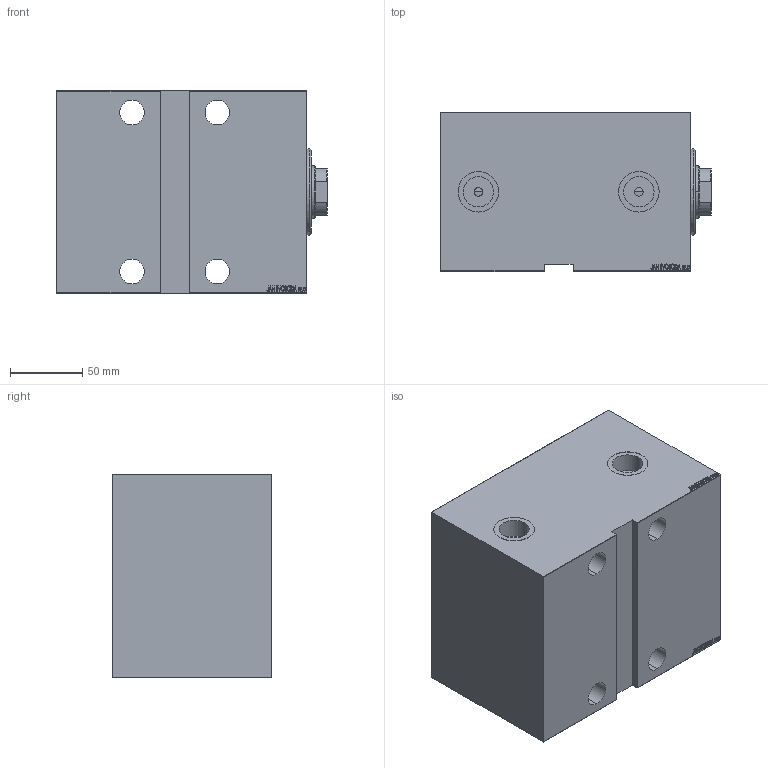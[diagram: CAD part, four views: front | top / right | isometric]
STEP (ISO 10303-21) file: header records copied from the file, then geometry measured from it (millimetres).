
FILE_DESCRIPTION (( 'STEP AP203' ), '1' );
FILE_NAME ('132b.STEP', '2024-02-13T08:37:53', ( '' ), ( '' ), 'SwSTEP 2.0', 'SolidWorks 2019', '' );
FILE_SCHEMA (( 'CONFIG_CONTROL_DESIGN' ));
Length unit declared in the file: millimetre
Products named in the file (5): Zatka_OIL_PORT 31539318d0723b4bfef3dd771f7e8314; V450CM_G_Body 31539318d0723b4bfef3dd771f7e8314; 132b; V450CM_VC_G 31539318d0723b4bfef3dd771f7e8314; V450CM_G_VCP 31539318d0723b4bfef3dd771f7e8314
Assembly tree (5 placements, depth 2):
  132b
    V450CM_G_Body 31539318d0723b4bfef3dd771f7e8314
    V450CM_G_VCP 31539318d0723b4bfef3dd771f7e8314
    V450CM_VC_G 31539318d0723b4bfef3dd771f7e8314
    Zatka_OIL_PORT 31539318d0723b4bfef3dd771f7e8314  x2
Bounding box: 187 x 110 x 140 mm (x, y, z)
Volume: 2159268.6 mm3; surface area: 242546.5 mm2
Topology: 5 solids, 5 shells, 894 faces, 2284 edges, 1509 vertices
Faces by surface type: plane 440, bspline 380, cylinder 56, cone 18
Entity records: 43913 total; most frequent: CARTESIAN_POINT 24598, ORIENTED_EDGE 4484, DIRECTION 2598, EDGE_CURVE 2242, VERTEX_POINT 1485, LINE 1348, VECTOR 1348, EDGE_LOOP 999
